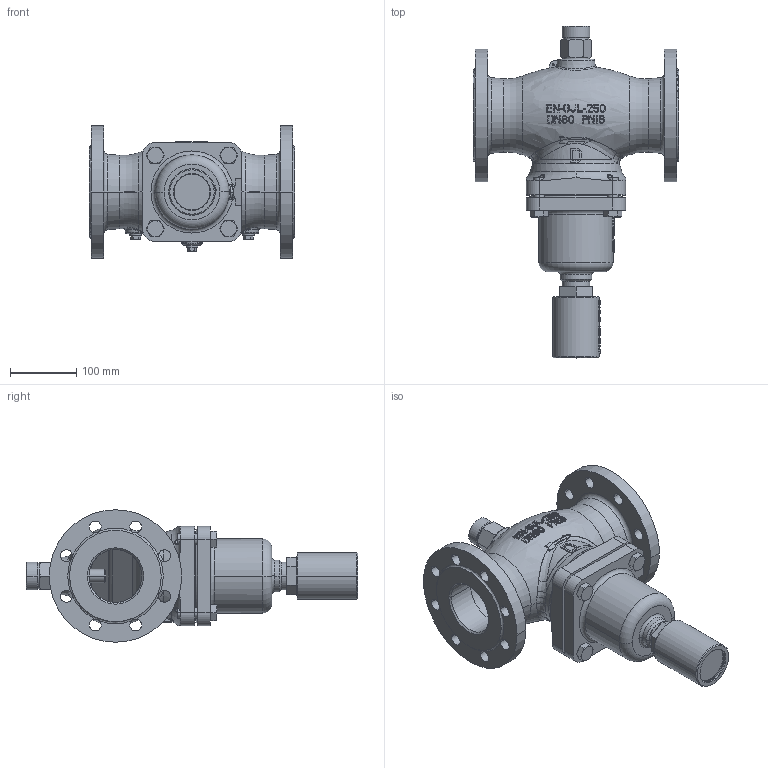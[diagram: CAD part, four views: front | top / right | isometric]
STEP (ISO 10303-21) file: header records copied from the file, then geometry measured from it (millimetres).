
FILE_DESCRIPTION((''),'2;1');
FILE_NAME('065B2745_ASM','2015-03-16T',('u317927'),('Danfoss'),'PRO/ENGINEER BY PARAMETRIC TECHNOLOGY CORPORATION, 2014000','PRO/ENGINEER BY PARAMETRIC TECHNOLOGY CORPORATION, 2014000','');
FILE_SCHEMA(('CONFIG_CONTROL_DESIGN'));
Products named in the file (8): 8861847; 8861016; 88618200; 88618270; 88618310; VIJAK_G1L4X12_ZAPIRALNI; 5184024; 065B2745_ASM
Assembly tree (12 placements, depth 2):
  065B2745_ASM
    8861847
    8861016
    88618200
    88618270
    88618310
    VIJAK_G1L4X12_ZAPIRALNI  x3
    5184024  x4
Bounding box: 310 x 501 x 200 mm (x, y, z)
Volume: 3875330.1 mm3; surface area: 777842.4 mm2
Topology: 12 solids, 35 shells, 2010 faces, 5438 edges, 3541 vertices
Faces by surface type: plane 1348, cylinder 317, cone 143, bspline 126, torus 72, sphere 4
Entity records: 68538 total; most frequent: CARTESIAN_POINT 24572, ORIENTED_EDGE 10086, DIRECTION 7676, EDGE_CURVE 5114, VERTEX_POINT 3341, AXIS2_PLACEMENT_3D 2914, B_SPLINE_CURVE_WITH_KNOTS 2125, EDGE_LOOP 2017
